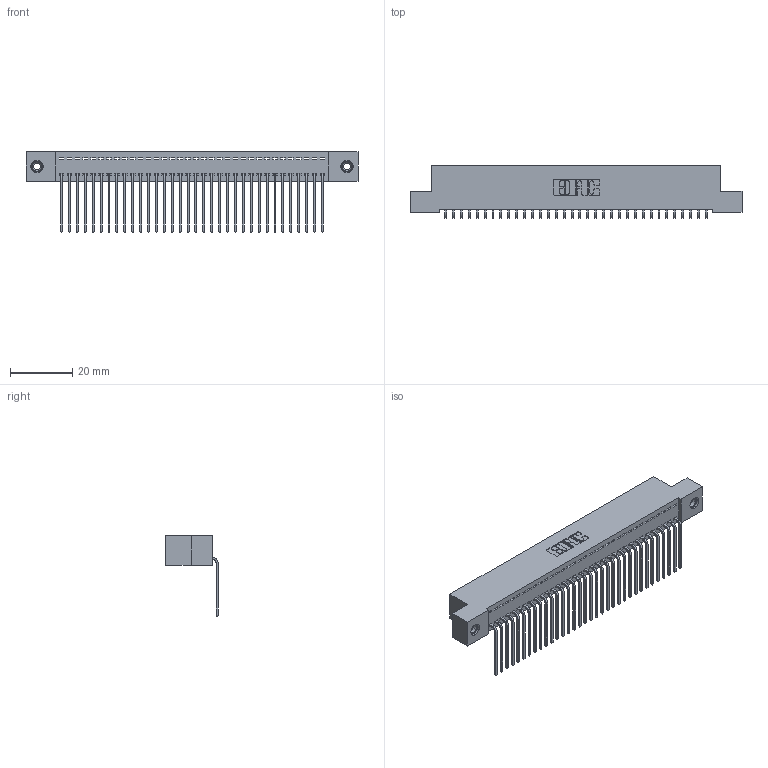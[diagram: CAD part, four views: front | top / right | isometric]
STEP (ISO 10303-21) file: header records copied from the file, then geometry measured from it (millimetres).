
FILE_DESCRIPTION (( 'STEP AP203' ), '1' );
FILE_NAME ('342-034-559-108.STEP', '2018-08-11T19:05:07', ( '' ), ( '' ), 'SwSTEP 2.0', 'SolidWorks 2016', '' );
FILE_SCHEMA (( 'CONFIG_CONTROL_DESIGN' ));
Length unit declared in the file: inch
Products named in the file (4): 342 Part_TI; 345-292-001_558 559 Tail - 1; 345-250-001_345-250-003-102; 342-034-559-108
Assembly tree (37 placements, depth 2):
  342-034-559-108
    342 Part_TI
    345-292-001_558 559 Tail - 1  x34
    345-250-001_345-250-003-102  x2
Bounding box: 106.68 x 16.83 x 25.78 mm (x, y, z)
Volume: 9431.8 mm3; surface area: 14362 mm2
Topology: 37 solids, 37 shells, 2210 faces, 6623 edges, 4362 vertices
Faces by surface type: plane 1594, cylinder 600, cone 12, torus 4
Entity records: 22958 total; most frequent: CARTESIAN_POINT 3943, ORIENTED_EDGE 3906, DIRECTION 3375, EDGE_CURVE 1953, LINE 1805, VECTOR 1805, VERTEX_POINT 1296, AXIS2_PLACEMENT_3D 785
